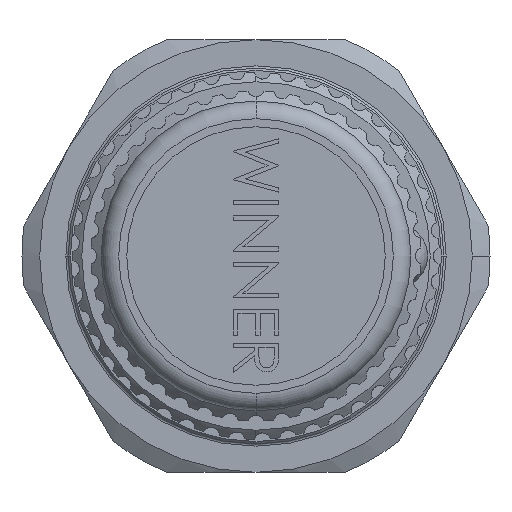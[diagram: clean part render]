
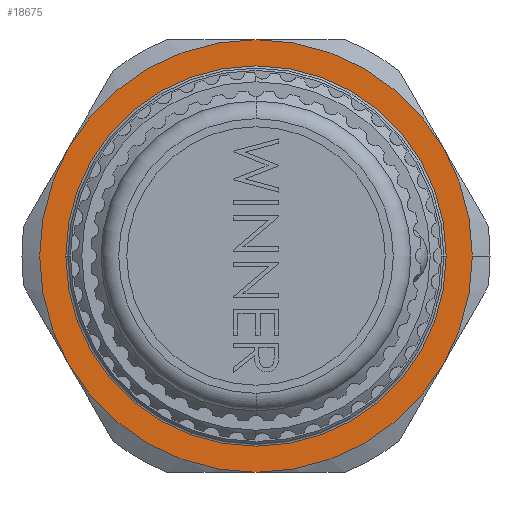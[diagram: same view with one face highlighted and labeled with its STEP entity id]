
A CAD part, left-side view. The second image highlights one B-rep face of the part: STEP entity #18675.
In plain terms, the highlighted planar face has unit normal (-1, 0, 0).
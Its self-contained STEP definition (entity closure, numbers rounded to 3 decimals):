
#509 = DIRECTION ( 'NONE',  ( 0., -1., 0. ) ) ;
#830 = DIRECTION ( 'NONE',  ( 1., 0., 0. ) ) ;
#913 = CIRCLE ( 'NONE', #26047, 19. ) ;
#949 = ORIENTED_EDGE ( 'NONE', *, *, #2485, .F. ) ;
#961 = EDGE_CURVE ( 'NONE', #5362, #12801, #13330, .T. ) ;
#1016 = EDGE_CURVE ( 'NONE', #22908, #10585, #26164, .T. ) ;
#1175 = PLANE ( 'NONE',  #19822 ) ;
#2363 = EDGE_CURVE ( 'NONE', #23769, #4068, #19575, .T. ) ;
#2485 = EDGE_CURVE ( 'NONE', #17327, #23769, #5354, .T. ) ;
#3038 = ORIENTED_EDGE ( 'NONE', *, *, #2363, .F. ) ;
#3348 = CARTESIAN_POINT ( 'NONE',  ( -74.441, -19., 0. ) ) ;
#3431 = ORIENTED_EDGE ( 'NONE', *, *, #13922, .F. ) ;
#3679 = CIRCLE ( 'NONE', #26617, 16.7 ) ;
#4068 = VERTEX_POINT ( 'NONE', #5900 ) ;
#4920 = CARTESIAN_POINT ( 'NONE',  ( -74.441, 0., 0. ) ) ;
#5354 = CIRCLE ( 'NONE', #21173, 19. ) ;
#5362 = VERTEX_POINT ( 'NONE', #7965 ) ;
#5388 = CARTESIAN_POINT ( 'NONE',  ( -74.441, -16.454, -9.5 ) ) ;
#5533 = CARTESIAN_POINT ( 'NONE',  ( -74.441, 0., 0. ) ) ;
#5900 = CARTESIAN_POINT ( 'NONE',  ( -74.441, 16.454, -9.5 ) ) ;
#6002 = DIRECTION ( 'NONE',  ( 0., -1., 0. ) ) ;
#6548 = CARTESIAN_POINT ( 'NONE',  ( -74.441, 0., 19. ) ) ;
#7965 = CARTESIAN_POINT ( 'NONE',  ( -74.441, -16.454, 9.5 ) ) ;
#8148 = DIRECTION ( 'NONE',  ( 1., 0., 0. ) ) ;
#8295 = DIRECTION ( 'NONE',  ( 0., -1., 0. ) ) ;
#8473 = AXIS2_PLACEMENT_3D ( 'NONE', #10168, #14737, #25965 ) ;
#8604 = AXIS2_PLACEMENT_3D ( 'NONE', #27165, #9365, #9552 ) ;
#9299 = DIRECTION ( 'NONE',  ( 1., 0., 0. ) ) ;
#9365 = DIRECTION ( 'NONE',  ( 1., 0., 0. ) ) ;
#9552 = DIRECTION ( 'NONE',  ( 0., -1., 0. ) ) ;
#9641 = EDGE_LOOP ( 'NONE', ( #949, #3431, #23200, #21362, #26709, #15120, #3038 ) ) ;
#9686 = EDGE_CURVE ( 'NONE', #10585, #22908, #3679, .T. ) ;
#10168 = CARTESIAN_POINT ( 'NONE',  ( -74.441, 0., 0. ) ) ;
#10208 = CARTESIAN_POINT ( 'NONE',  ( -74.441, 0., 0. ) ) ;
#10318 = DIRECTION ( 'NONE',  ( 1., 0., 0. ) ) ;
#10585 = VERTEX_POINT ( 'NONE', #16034 ) ;
#12132 = DIRECTION ( 'NONE',  ( 1., 0., 0. ) ) ;
#12194 = EDGE_CURVE ( 'NONE', #4068, #22312, #20961, .T. ) ;
#12375 = CARTESIAN_POINT ( 'NONE',  ( -74.441, 25., 0. ) ) ;
#12390 = EDGE_LOOP ( 'NONE', ( #25114, #15688 ) ) ;
#12591 = DIRECTION ( 'NONE',  ( 0., -1., 0. ) ) ;
#12801 = VERTEX_POINT ( 'NONE', #3348 ) ;
#12943 = AXIS2_PLACEMENT_3D ( 'NONE', #16596, #830, #20953 ) ;
#13330 = CIRCLE ( 'NONE', #12943, 19. ) ;
#13922 = EDGE_CURVE ( 'NONE', #12801, #17327, #25063, .T. ) ;
#14609 = DIRECTION ( 'NONE',  ( 1., 0., 0. ) ) ;
#14737 = DIRECTION ( 'NONE',  ( 1., 0., 0. ) ) ;
#14846 = CARTESIAN_POINT ( 'NONE',  ( -74.441, 0., 0. ) ) ;
#15120 = ORIENTED_EDGE ( 'NONE', *, *, #12194, .F. ) ;
#15237 = AXIS2_PLACEMENT_3D ( 'NONE', #23298, #10318, #27832 ) ;
#15658 = CARTESIAN_POINT ( 'NONE',  ( -74.441, 16.454, 9.5 ) ) ;
#15688 = ORIENTED_EDGE ( 'NONE', *, *, #9686, .T. ) ;
#16034 = CARTESIAN_POINT ( 'NONE',  ( -74.441, 16.7, 0. ) ) ;
#16596 = CARTESIAN_POINT ( 'NONE',  ( -74.441, 0., 0. ) ) ;
#17327 = VERTEX_POINT ( 'NONE', #5388 ) ;
#17414 = AXIS2_PLACEMENT_3D ( 'NONE', #5533, #12132, #23274 ) ;
#18675 = ADVANCED_FACE ( 'NONE', ( #25518, #24506 ), #1175, .F. ) ;
#19575 = CIRCLE ( 'NONE', #15237, 19. ) ;
#19822 = AXIS2_PLACEMENT_3D ( 'NONE', #12375, #14609, #26404 ) ;
#20953 = DIRECTION ( 'NONE',  ( 0., -1., 0. ) ) ;
#20961 = CIRCLE ( 'NONE', #26985, 19. ) ;
#21173 = AXIS2_PLACEMENT_3D ( 'NONE', #14846, #21335, #12591 ) ;
#21335 = DIRECTION ( 'NONE',  ( 1., 0., 0. ) ) ;
#21362 = ORIENTED_EDGE ( 'NONE', *, *, #23835, .F. ) ;
#21624 = CARTESIAN_POINT ( 'NONE',  ( -74.441, 0., 0. ) ) ;
#22312 = VERTEX_POINT ( 'NONE', #15658 ) ;
#22908 = VERTEX_POINT ( 'NONE', #28776 ) ;
#23200 = ORIENTED_EDGE ( 'NONE', *, *, #961, .F. ) ;
#23274 = DIRECTION ( 'NONE',  ( 0., -1., 0. ) ) ;
#23298 = CARTESIAN_POINT ( 'NONE',  ( -74.441, 0., 0. ) ) ;
#23603 = DIRECTION ( 'NONE',  ( 1., 0., 0. ) ) ;
#23769 = VERTEX_POINT ( 'NONE', #26878 ) ;
#23835 = EDGE_CURVE ( 'NONE', #26289, #5362, #25246, .T. ) ;
#24120 = EDGE_CURVE ( 'NONE', #22312, #26289, #913, .T. ) ;
#24506 = FACE_OUTER_BOUND ( 'NONE', #9641, .T. ) ;
#25063 = CIRCLE ( 'NONE', #8473, 19. ) ;
#25114 = ORIENTED_EDGE ( 'NONE', *, *, #1016, .T. ) ;
#25246 = CIRCLE ( 'NONE', #8604, 19. ) ;
#25518 = FACE_BOUND ( 'NONE', #12390, .T. ) ;
#25965 = DIRECTION ( 'NONE',  ( 0., -1., 0. ) ) ;
#26047 = AXIS2_PLACEMENT_3D ( 'NONE', #10208, #23603, #8295 ) ;
#26164 = CIRCLE ( 'NONE', #17414, 16.7 ) ;
#26289 = VERTEX_POINT ( 'NONE', #6548 ) ;
#26404 = DIRECTION ( 'NONE',  ( 0., -1., 0. ) ) ;
#26617 = AXIS2_PLACEMENT_3D ( 'NONE', #4920, #9299, #509 ) ;
#26709 = ORIENTED_EDGE ( 'NONE', *, *, #24120, .F. ) ;
#26878 = CARTESIAN_POINT ( 'NONE',  ( -74.441, 0., -19. ) ) ;
#26985 = AXIS2_PLACEMENT_3D ( 'NONE', #21624, #8148, #6002 ) ;
#27165 = CARTESIAN_POINT ( 'NONE',  ( -74.441, 0., 0. ) ) ;
#27832 = DIRECTION ( 'NONE',  ( 0., -1., 0. ) ) ;
#28776 = CARTESIAN_POINT ( 'NONE',  ( -74.441, -16.7, 0. ) ) ;
